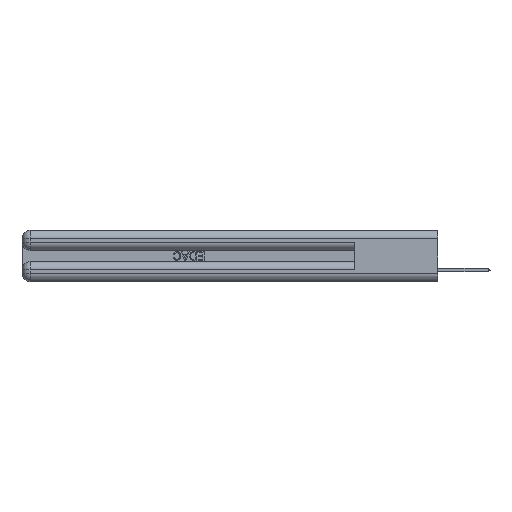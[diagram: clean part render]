
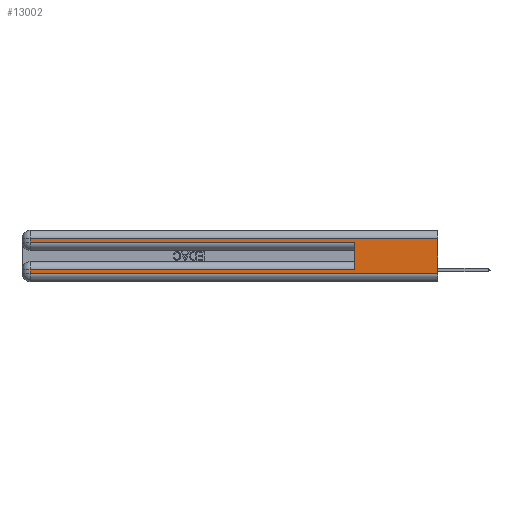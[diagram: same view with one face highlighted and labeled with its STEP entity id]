
A CAD part, left-side view. The second image highlights one B-rep face of the part: STEP entity #13002.
In plain terms, the highlighted planar face has unit normal (-1, 0, 0).
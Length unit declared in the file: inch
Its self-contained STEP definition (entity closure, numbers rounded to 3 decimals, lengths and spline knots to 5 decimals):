
#566 = DIRECTION ( 'NONE',  ( 0., 0., 1. ) ) ;
#1156 = CARTESIAN_POINT ( 'NONE',  ( 0., 0., 0.285 ) ) ;
#1890 = AXIS2_PLACEMENT_3D ( 'NONE', #31620, #28359, #28599 ) ;
#2523 = VECTOR ( 'NONE', #3417, 39.37008 ) ;
#3080 = EDGE_CURVE ( 'NONE', #23907, #7702, #4495, .T. ) ;
#3417 = DIRECTION ( 'NONE',  ( 0., -1., 0. ) ) ;
#4495 = LINE ( 'NONE', #12977, #31588 ) ;
#6766 = DIRECTION ( 'NONE',  ( 0., 1., 0. ) ) ;
#7148 = CARTESIAN_POINT ( 'NONE',  ( 0., 0., 0.31 ) ) ;
#7307 = EDGE_CURVE ( 'NONE', #29539, #27160, #8169, .T. ) ;
#7552 = VERTEX_POINT ( 'NONE', #26293 ) ;
#7702 = VERTEX_POINT ( 'NONE', #31689 ) ;
#7886 = VERTEX_POINT ( 'NONE', #16956 ) ;
#7918 = EDGE_LOOP ( 'NONE', ( #37237, #33348, #34838, #20065, #24676, #19371, #14405, #30115 ) ) ;
#8169 = LINE ( 'NONE', #7148, #14876 ) ;
#11421 = PLANE ( 'NONE',  #1890 ) ;
#11840 = CARTESIAN_POINT ( 'NONE',  ( 0., 0., 0.37 ) ) ;
#12977 = CARTESIAN_POINT ( 'NONE',  ( 0., 0., 0.06 ) ) ;
#13002 = ADVANCED_FACE ( 'NONE', ( #14965 ), #11421, .F. ) ;
#13077 = LINE ( 'NONE', #26388, #19423 ) ;
#14405 = ORIENTED_EDGE ( 'NONE', *, *, #26813, .T. ) ;
#14528 = DIRECTION ( 'NONE',  ( 0., 0., -1. ) ) ;
#14876 = VECTOR ( 'NONE', #6766, 39.37008 ) ;
#14965 = FACE_OUTER_BOUND ( 'NONE', #7918, .T. ) ;
#16680 = CARTESIAN_POINT ( 'NONE',  ( 0., 0., 0.085 ) ) ;
#16772 = CARTESIAN_POINT ( 'NONE',  ( 0., 2.94, 0.085 ) ) ;
#16956 = CARTESIAN_POINT ( 'NONE',  ( 0., 0.6, 0.285 ) ) ;
#17670 = CARTESIAN_POINT ( 'NONE',  ( 0., 2.94, 0.31 ) ) ;
#18237 = LINE ( 'NONE', #22252, #18667 ) ;
#18667 = VECTOR ( 'NONE', #33502, 39.37008 ) ;
#18719 = CARTESIAN_POINT ( 'NONE',  ( 0., 0., 0.31 ) ) ;
#19181 = VECTOR ( 'NONE', #20794, 39.37008 ) ;
#19371 = ORIENTED_EDGE ( 'NONE', *, *, #22939, .T. ) ;
#19423 = VECTOR ( 'NONE', #14528, 39.37008 ) ;
#20065 = ORIENTED_EDGE ( 'NONE', *, *, #34478, .T. ) ;
#20794 = DIRECTION ( 'NONE',  ( 0., 0., -1. ) ) ;
#22252 = CARTESIAN_POINT ( 'NONE',  ( 0., 2.94, 0.37 ) ) ;
#22939 = EDGE_CURVE ( 'NONE', #28861, #24888, #36303, .T. ) ;
#23907 = VERTEX_POINT ( 'NONE', #31512 ) ;
#24676 = ORIENTED_EDGE ( 'NONE', *, *, #30735, .F. ) ;
#24728 = LINE ( 'NONE', #35044, #30122 ) ;
#24888 = VERTEX_POINT ( 'NONE', #16772 ) ;
#26293 = CARTESIAN_POINT ( 'NONE',  ( 0., 2.94, 0.285 ) ) ;
#26388 = CARTESIAN_POINT ( 'NONE',  ( 0., 2.94, 0.37 ) ) ;
#26813 = EDGE_CURVE ( 'NONE', #24888, #23907, #18237, .T. ) ;
#27160 = VERTEX_POINT ( 'NONE', #17670 ) ;
#28260 = DIRECTION ( 'NONE',  ( 0., -1., 0. ) ) ;
#28359 = DIRECTION ( 'NONE',  ( 1., 0., 0. ) ) ;
#28599 = DIRECTION ( 'NONE',  ( 0., 0., -1. ) ) ;
#28861 = VERTEX_POINT ( 'NONE', #33495 ) ;
#29539 = VERTEX_POINT ( 'NONE', #18719 ) ;
#30115 = ORIENTED_EDGE ( 'NONE', *, *, #3080, .T. ) ;
#30122 = VECTOR ( 'NONE', #566, 39.37008 ) ;
#30524 = LINE ( 'NONE', #1156, #2523 ) ;
#30735 = EDGE_CURVE ( 'NONE', #28861, #7886, #24728, .T. ) ;
#31512 = CARTESIAN_POINT ( 'NONE',  ( 0., 2.94, 0.06 ) ) ;
#31588 = VECTOR ( 'NONE', #28260, 39.37008 ) ;
#31620 = CARTESIAN_POINT ( 'NONE',  ( 0., 0., 0.37 ) ) ;
#31689 = CARTESIAN_POINT ( 'NONE',  ( 0., 0., 0.06 ) ) ;
#32562 = EDGE_CURVE ( 'NONE', #27160, #7552, #13077, .T. ) ;
#32621 = VECTOR ( 'NONE', #36740, 39.37008 ) ;
#33348 = ORIENTED_EDGE ( 'NONE', *, *, #7307, .T. ) ;
#33495 = CARTESIAN_POINT ( 'NONE',  ( 0., 0.6, 0.085 ) ) ;
#33502 = DIRECTION ( 'NONE',  ( 0., 0., -1. ) ) ;
#34478 = EDGE_CURVE ( 'NONE', #7552, #7886, #30524, .T. ) ;
#34510 = LINE ( 'NONE', #11840, #19181 ) ;
#34838 = ORIENTED_EDGE ( 'NONE', *, *, #32562, .T. ) ;
#35044 = CARTESIAN_POINT ( 'NONE',  ( 0., 0.6, 0.145 ) ) ;
#35548 = EDGE_CURVE ( 'NONE', #29539, #7702, #34510, .T. ) ;
#36303 = LINE ( 'NONE', #16680, #32621 ) ;
#36740 = DIRECTION ( 'NONE',  ( 0., 1., 0. ) ) ;
#37237 = ORIENTED_EDGE ( 'NONE', *, *, #35548, .F. ) ;
